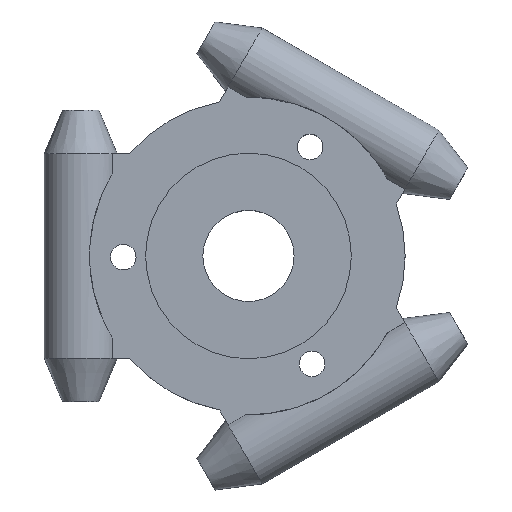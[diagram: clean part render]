
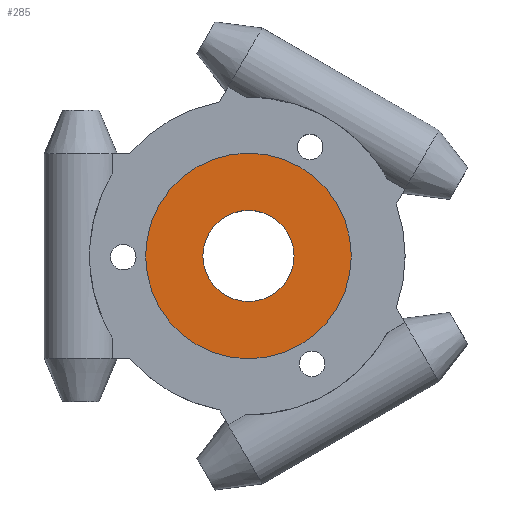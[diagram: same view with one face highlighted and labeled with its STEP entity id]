
A CAD part, top view. The second image highlights one B-rep face of the part: STEP entity #285.
In plain terms, the highlighted planar face has unit normal (0, 0, 1).
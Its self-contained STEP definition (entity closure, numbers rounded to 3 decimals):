
#285 = ADVANCED_FACE('',(#286,#326),#299,.T.);
#286 = FACE_BOUND('',#287,.T.);
#287 = EDGE_LOOP('',(#288));
#288 = ORIENTED_EDGE('',*,*,#289,.F.);
#289 = EDGE_CURVE('',#290,#290,#292,.T.);
#290 = VERTEX_POINT('',#291);
#291 = CARTESIAN_POINT('',(13.425,-6.487,
    -27.794));
#292 = SURFACE_CURVE('',#293,(#298,#314),.PCURVE_S1.);
#293 = CIRCLE('',#294,14.1);
#294 = AXIS2_PLACEMENT_3D('',#295,#296,#297);
#295 = CARTESIAN_POINT('',(6.375,-18.698,
    -27.794));
#296 = DIRECTION('',(-0.,0.,-1.));
#297 = DIRECTION('',(-0.5,-0.866,0.));
#298 = PCURVE('',#299,#304);
#299 = PLANE('',#300);
#300 = AXIS2_PLACEMENT_3D('',#301,#302,#303);
#301 = CARTESIAN_POINT('',(6.375,-18.698,
    -27.794));
#302 = DIRECTION('',(0.,0.,1.));
#303 = DIRECTION('',(-0.5,-0.866,0.));
#304 = DEFINITIONAL_REPRESENTATION('',(#305),#313);
#305 = ( BOUNDED_CURVE() B_SPLINE_CURVE(2,(#306,#307,#308,#309,#310,#311
,#312),.UNSPECIFIED.,.T.,.F.) B_SPLINE_CURVE_WITH_KNOTS((1,2,2,2,2,1),(
    -2.094,0.,2.094,4.189,6.283,
8.378),.UNSPECIFIED.) CURVE() GEOMETRIC_REPRESENTATION_ITEM() 
RATIONAL_B_SPLINE_CURVE((1.,0.5,1.,0.5,1.,0.5,1.)) REPRESENTATION_ITEM(
  '') );
#306 = CARTESIAN_POINT('',(14.1,0.));
#307 = CARTESIAN_POINT('',(14.1,-24.422));
#308 = CARTESIAN_POINT('',(-7.05,-12.211));
#309 = CARTESIAN_POINT('',(-28.2,0.));
#310 = CARTESIAN_POINT('',(-7.05,12.211));
#311 = CARTESIAN_POINT('',(14.1,24.422));
#312 = CARTESIAN_POINT('',(14.1,0.));
#313 = ( GEOMETRIC_REPRESENTATION_CONTEXT(2) 
PARAMETRIC_REPRESENTATION_CONTEXT() REPRESENTATION_CONTEXT('2D SPACE',''
  ) );
#314 = PCURVE('',#315,#320);
#315 = CYLINDRICAL_SURFACE('',#316,14.1);
#316 = AXIS2_PLACEMENT_3D('',#317,#318,#319);
#317 = CARTESIAN_POINT('',(6.375,-18.698,
    -25.794));
#318 = DIRECTION('',(0.,0.,-1.));
#319 = DIRECTION('',(-0.5,-0.866,0.));
#320 = DEFINITIONAL_REPRESENTATION('',(#321),#325);
#321 = LINE('',#322,#323);
#322 = CARTESIAN_POINT('',(0.,2.));
#323 = VECTOR('',#324,1.);
#324 = DIRECTION('',(1.,0.));
#325 = ( GEOMETRIC_REPRESENTATION_CONTEXT(2) 
PARAMETRIC_REPRESENTATION_CONTEXT() REPRESENTATION_CONTEXT('2D SPACE',''
  ) );
#326 = FACE_BOUND('',#327,.T.);
#327 = EDGE_LOOP('',(#328));
#328 = ORIENTED_EDGE('',*,*,#329,.T.);
#329 = EDGE_CURVE('',#330,#330,#332,.T.);
#330 = VERTEX_POINT('',#331);
#331 = CARTESIAN_POINT('',(0.962,-21.823,-27.794
    ));
#332 = SURFACE_CURVE('',#333,(#338,#349),.PCURVE_S1.);
#333 = CIRCLE('',#334,6.25);
#334 = AXIS2_PLACEMENT_3D('',#335,#336,#337);
#335 = CARTESIAN_POINT('',(6.375,-18.698,
    -27.794));
#336 = DIRECTION('',(0.,0.,-1.));
#337 = DIRECTION('',(0.866,0.5,0.));
#338 = PCURVE('',#299,#339);
#339 = DEFINITIONAL_REPRESENTATION('',(#340),#348);
#340 = ( BOUNDED_CURVE() B_SPLINE_CURVE(2,(#341,#342,#343,#344,#345,#346
,#347),.UNSPECIFIED.,.T.,.F.) B_SPLINE_CURVE_WITH_KNOTS((1,2,2,2,2,1),(
    -2.094,0.,2.094,4.189,6.283,
8.378),.UNSPECIFIED.) CURVE() GEOMETRIC_REPRESENTATION_ITEM() 
RATIONAL_B_SPLINE_CURVE((1.,0.5,1.,0.5,1.,0.5,1.)) REPRESENTATION_ITEM(
  '') );
#341 = CARTESIAN_POINT('',(-5.413,3.125));
#342 = CARTESIAN_POINT('',(0.,12.5));
#343 = CARTESIAN_POINT('',(5.413,3.125));
#344 = CARTESIAN_POINT('',(10.825,-6.25));
#345 = CARTESIAN_POINT('',(0.,-6.25));
#346 = CARTESIAN_POINT('',(-10.825,-6.25));
#347 = CARTESIAN_POINT('',(-5.413,3.125));
#348 = ( GEOMETRIC_REPRESENTATION_CONTEXT(2) 
PARAMETRIC_REPRESENTATION_CONTEXT() REPRESENTATION_CONTEXT('2D SPACE',''
  ) );
#349 = PCURVE('',#350,#355);
#350 = CYLINDRICAL_SURFACE('',#351,6.25);
#351 = AXIS2_PLACEMENT_3D('',#352,#353,#354);
#352 = CARTESIAN_POINT('',(6.375,-18.698,
    -30.344));
#353 = DIRECTION('',(0.,0.,-1.));
#354 = DIRECTION('',(0.866,0.5,0.));
#355 = DEFINITIONAL_REPRESENTATION('',(#356),#360);
#356 = LINE('',#357,#358);
#357 = CARTESIAN_POINT('',(0.,-2.55));
#358 = VECTOR('',#359,1.);
#359 = DIRECTION('',(1.,0.));
#360 = ( GEOMETRIC_REPRESENTATION_CONTEXT(2) 
PARAMETRIC_REPRESENTATION_CONTEXT() REPRESENTATION_CONTEXT('2D SPACE',''
  ) );
